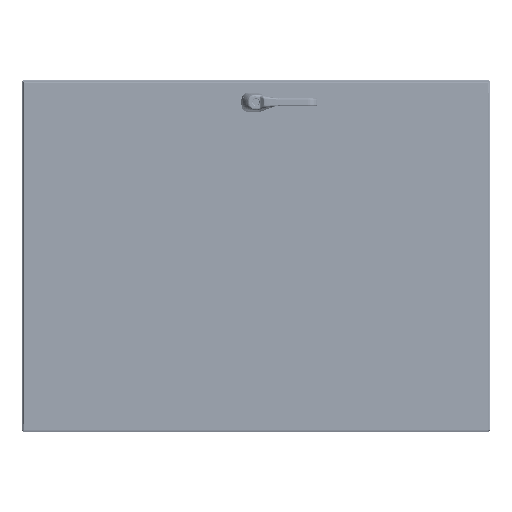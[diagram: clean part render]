
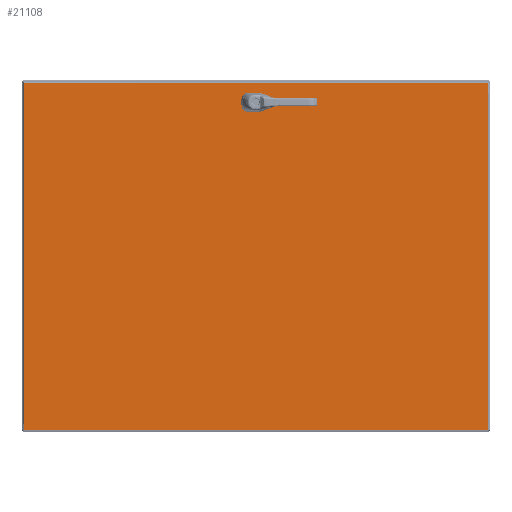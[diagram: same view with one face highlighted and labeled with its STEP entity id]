
A CAD part, top view. The second image highlights one B-rep face of the part: STEP entity #21108.
In plain terms, the highlighted face is planar.
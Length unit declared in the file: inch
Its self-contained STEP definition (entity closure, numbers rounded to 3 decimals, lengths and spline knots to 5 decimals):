
#19438=CARTESIAN_POINT('',(2.33762,24.275,0.0));
#19439=VERTEX_POINT('',#19438);
#19446=CARTESIAN_POINT('',(2.525,24.08762,0.0));
#19447=VERTEX_POINT('',#19446);
#19448=CARTESIAN_POINT('',(2.125,23.875,0.0));
#19449=DIRECTION('',(0.0,0.0,1.0));
#19450=DIRECTION('',(-0.469,-0.883,0.0));
#19451=AXIS2_PLACEMENT_3D('',#19448,#19449,#19450);
#19452=CIRCLE('',#19451,0.453);
#19453=EDGE_CURVE('',#19447,#19439,#19452,.T.);
#19478=CARTESIAN_POINT('',(2.525,23.66238,0.0));
#19479=VERTEX_POINT('',#19478);
#19480=CARTESIAN_POINT('',(2.525,23.66238,0.0));
#19481=DIRECTION('',(0.0,1.0,0.0));
#19482=VECTOR('',#19481,0.42525);
#19483=LINE('',#19480,#19482);
#19484=EDGE_CURVE('',#19479,#19447,#19483,.T.);
#19510=CARTESIAN_POINT('',(2.33762,23.475,0.0));
#19511=VERTEX_POINT('',#19510);
#19512=CARTESIAN_POINT('',(2.125,23.875,0.0));
#19513=DIRECTION('',(0.0,0.0,1.0));
#19514=DIRECTION('',(-0.883,0.469,0.0));
#19515=AXIS2_PLACEMENT_3D('',#19512,#19513,#19514);
#19516=CIRCLE('',#19515,0.453);
#19517=EDGE_CURVE('',#19511,#19479,#19516,.T.);
#19542=CARTESIAN_POINT('',(1.91238,23.475,0.0));
#19543=VERTEX_POINT('',#19542);
#19544=CARTESIAN_POINT('',(1.91238,23.475,0.0));
#19545=DIRECTION('',(1.0,0.0,0.0));
#19546=VECTOR('',#19545,0.42525);
#19547=LINE('',#19544,#19546);
#19548=EDGE_CURVE('',#19543,#19511,#19547,.T.);
#19574=CARTESIAN_POINT('',(1.725,23.66238,0.0));
#19575=VERTEX_POINT('',#19574);
#19576=CARTESIAN_POINT('',(2.125,23.875,0.0));
#19577=DIRECTION('',(0.0,0.0,1.0));
#19578=DIRECTION('',(0.469,0.883,0.0));
#19579=AXIS2_PLACEMENT_3D('',#19576,#19577,#19578);
#19580=CIRCLE('',#19579,0.453);
#19581=EDGE_CURVE('',#19575,#19543,#19580,.T.);
#19606=CARTESIAN_POINT('',(1.725,24.08762,0.0));
#19607=VERTEX_POINT('',#19606);
#19608=CARTESIAN_POINT('',(1.725,24.08762,0.0));
#19609=DIRECTION('',(0.0,-1.0,0.0));
#19610=VECTOR('',#19609,0.42525);
#19611=LINE('',#19608,#19610);
#19612=EDGE_CURVE('',#19607,#19575,#19611,.T.);
#19638=CARTESIAN_POINT('',(1.91238,24.275,0.0));
#19639=VERTEX_POINT('',#19638);
#19640=CARTESIAN_POINT('',(2.125,23.875,0.0));
#19641=DIRECTION('',(0.0,0.0,1.0));
#19642=DIRECTION('',(0.883,-0.469,0.0));
#19643=AXIS2_PLACEMENT_3D('',#19640,#19641,#19642);
#19644=CIRCLE('',#19643,0.453);
#19645=EDGE_CURVE('',#19639,#19607,#19644,.T.);
#19668=CARTESIAN_POINT('',(2.33762,24.275,0.0));
#19669=DIRECTION('',(-1.0,0.0,0.0));
#19670=VECTOR('',#19669,0.42525);
#19671=LINE('',#19668,#19670);
#19672=EDGE_CURVE('',#19439,#19639,#19671,.T.);
#20116=CARTESIAN_POINT('',(35.76975,0.10525,0.));
#20117=VERTEX_POINT('',#20116);
#20128=CARTESIAN_POINT('',(35.76975,47.64475,0.));
#20129=VERTEX_POINT('',#20128);
#20130=CARTESIAN_POINT('',(35.76975,47.64475,0.0));
#20131=DIRECTION('',(0.0,-1.0,0.0));
#20132=VECTOR('',#20131,47.5395);
#20133=LINE('',#20130,#20132);
#20134=EDGE_CURVE('',#20129,#20117,#20133,.T.);
#20286=CARTESIAN_POINT('',(0.10525,0.10525,0.));
#20287=VERTEX_POINT('',#20286);
#20298=CARTESIAN_POINT('',(35.76975,0.10525,0.0));
#20299=DIRECTION('',(-1.0,0.0,0.0));
#20300=VECTOR('',#20299,35.6645);
#20301=LINE('',#20298,#20300);
#20302=EDGE_CURVE('',#20117,#20287,#20301,.T.);
#20563=CARTESIAN_POINT('',(0.10525,47.64475,0.));
#20564=VERTEX_POINT('',#20563);
#20575=CARTESIAN_POINT('',(0.10525,0.10525,0.0));
#20576=DIRECTION('',(0.0,1.0,0.0));
#20577=VECTOR('',#20576,47.5395);
#20578=LINE('',#20575,#20577);
#20579=EDGE_CURVE('',#20287,#20564,#20578,.T.);
#20844=CARTESIAN_POINT('',(0.10525,47.64475,0.0));
#20845=DIRECTION('',(1.0,0.0,0.0));
#20846=VECTOR('',#20845,35.6645);
#20847=LINE('',#20844,#20846);
#20848=EDGE_CURVE('',#20564,#20129,#20847,.T.);
#21087=CARTESIAN_POINT('',(17.9375,23.875,0.0));
#21088=DIRECTION('',(0.0,0.0,1.0));
#21089=DIRECTION('',(1.0,0.0,0.0));
#21090=AXIS2_PLACEMENT_3D('',#21087,#21088,#21089);
#21091=PLANE('',#21090);
#21092=ORIENTED_EDGE('',*,*,#20134,.T.);
#21093=ORIENTED_EDGE('',*,*,#20302,.T.);
#21094=ORIENTED_EDGE('',*,*,#20579,.T.);
#21095=ORIENTED_EDGE('',*,*,#20848,.T.);
#21096=EDGE_LOOP('',(#21092,#21093,#21094,#21095));
#21097=FACE_OUTER_BOUND('',#21096,.T.);
#21098=ORIENTED_EDGE('',*,*,#19453,.T.);
#21099=ORIENTED_EDGE('',*,*,#19672,.T.);
#21100=ORIENTED_EDGE('',*,*,#19645,.T.);
#21101=ORIENTED_EDGE('',*,*,#19612,.T.);
#21102=ORIENTED_EDGE('',*,*,#19581,.T.);
#21103=ORIENTED_EDGE('',*,*,#19548,.T.);
#21104=ORIENTED_EDGE('',*,*,#19517,.T.);
#21105=ORIENTED_EDGE('',*,*,#19484,.T.);
#21106=EDGE_LOOP('',(#21098,#21099,#21100,#21101,#21102,#21103,#21104,#21105));
#21107=FACE_BOUND('',#21106,.T.);
#21108=ADVANCED_FACE('',(#21097,#21107),#21091,.F.);
